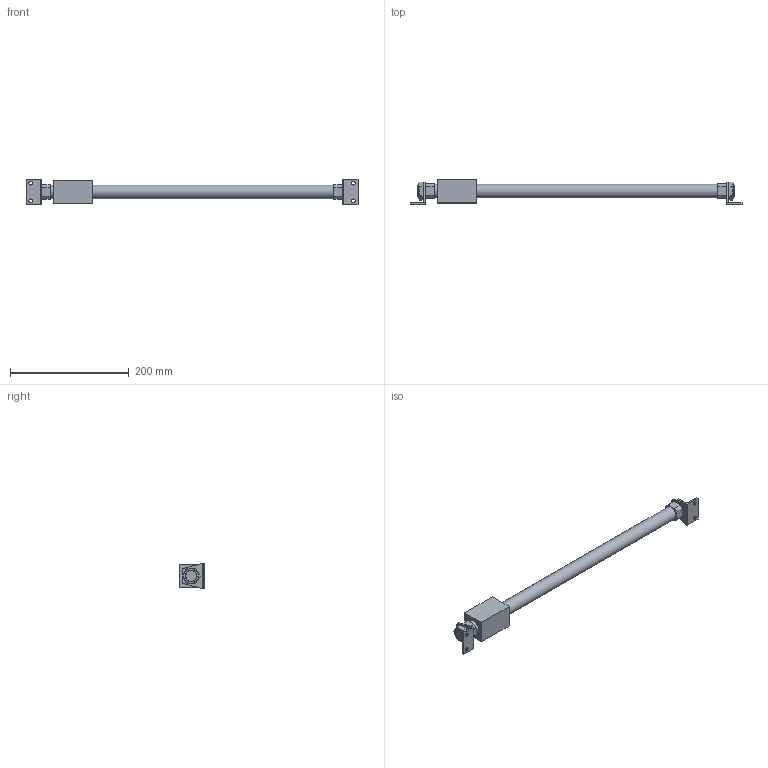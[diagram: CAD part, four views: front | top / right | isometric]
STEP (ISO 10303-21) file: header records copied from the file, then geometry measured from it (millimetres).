
FILE_DESCRIPTION( ( 'STEP AP214' ), '1' );
FILE_NAME( 'RMS20X400LB_0_.stp', ' ', ( ' ' ), ( ' ' ), 'PSStep 15.0.47', 'PARTsolutions', ' ' );
FILE_SCHEMA( ( 'AUTOMOTIVE_DESIGN { 1 0 10303 214 1 1 1 1 }' ) );
Length unit declared in the file: millimetre
Products named in the file (6): RMS20X400LB(0); _RMS-20X400-LB(0)_dummy; _RMS20X400(0)-fcv; _F-RMS20LB; _RMS20X50_Nut; _RMS20X50_Body
Assembly tree (7 placements, depth 2):
  RMS20X400LB(0)
    _RMS-20X400-LB(0)_dummy
    _RMS20X400(0)-fcv
    _F-RMS20LB  x2
    _RMS20X50_Nut  x2
    _RMS20X50_Body
Bounding box: 558 x 43 x 43 mm (x, y, z)
Volume: 166451.7 mm3; surface area: 102379.6 mm2
Topology: 6 solids, 7 shells, 156 faces, 371 edges, 243 vertices
Faces by surface type: plane 69, cylinder 48, cone 23, torus 16
Full cylindrical faces by diameter (mm): 2.5 x4, 3 x2, 4 x4, 6.5 x4, 10 x2, 11 x2, 18.376 x2, 20 x4, 20.2 x2, 23 x2, 26.81 x2, 29.667 x2
Entity records: 4992 total; most frequent: CARTESIAN_POINT 1215, DIRECTION 560, ORIENTED_EDGE 466, AXIS2_PLACEMENT_3D 241, EDGE_CURVE 233, EDGE_LOOP 200, VERTEX_POINT 183, FACE_OUTER_BOUND 154
